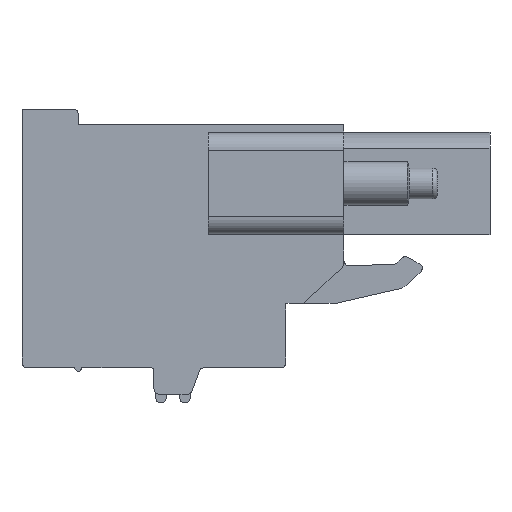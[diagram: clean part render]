
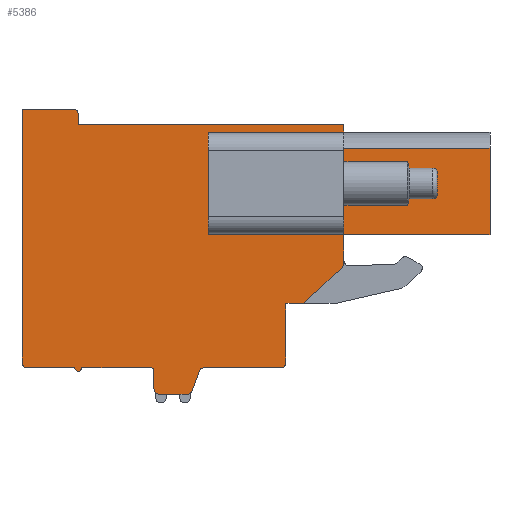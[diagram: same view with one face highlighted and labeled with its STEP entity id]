
A CAD part, left-side view. The second image highlights one B-rep face of the part: STEP entity #5386.
In plain terms, the highlighted planar face has unit normal (-1, 0, 0).
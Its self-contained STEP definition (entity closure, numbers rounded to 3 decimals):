
#1=DIRECTION('',(0.,0.,-1.));
#2=VECTOR('',#1,1.325);
#3=CARTESIAN_POINT('',(0.,-5.66,6.96));
#4=LINE('',#3,#2);
#5=DIRECTION('',(0.,1.,0.));
#6=VECTOR('',#5,8.3);
#7=CARTESIAN_POINT('',(0.,-13.96,5.635));
#8=LINE('',#7,#6);
#9=DIRECTION('',(0.,1.,0.));
#10=VECTOR('',#9,8.3);
#11=CARTESIAN_POINT('',(0.,-13.96,0.73));
#12=LINE('',#11,#10);
#13=DIRECTION('',(0.,0.,-1.));
#14=VECTOR('',#13,1.64);
#15=CARTESIAN_POINT('',(0.,-5.66,0.73));
#16=LINE('',#15,#14);
#17=CARTESIAN_POINT('',(0.,-5.36,-0.91));
#18=DIRECTION('',(1.,0.,0.));
#19=DIRECTION('',(0.,-1.,0.));
#20=AXIS2_PLACEMENT_3D('',#17,#18,#19);
#22=DIRECTION('',(0.,0.731,-0.683));
#23=VECTOR('',#22,3.018);
#24=CARTESIAN_POINT('',(0.,-5.565,-1.129));
#25=LINE('',#24,#23);
#26=DIRECTION('',(0.,1.,0.));
#27=VECTOR('',#26,1.);
#28=CARTESIAN_POINT('',(0.,-3.36,-3.19));
#29=LINE('',#28,#27);
#30=DIRECTION('',(0.,0.,-1.));
#31=VECTOR('',#30,0.5);
#32=CARTESIAN_POINT('',(0.,-2.36,-3.19));
#33=LINE('',#32,#31);
#34=DIRECTION('',(0.,0.,-1.));
#35=VECTOR('',#34,2.35);
#36=CARTESIAN_POINT('',(0.,-2.36,-3.69));
#37=LINE('',#36,#35);
#38=DIRECTION('',(0.,0.,-1.));
#39=VECTOR('',#38,0.5);
#40=CARTESIAN_POINT('',(0.,-2.36,-6.04));
#41=LINE('',#40,#39);
#42=CARTESIAN_POINT('',(0.,-2.06,-6.54));
#43=DIRECTION('',(1.,0.,0.));
#44=DIRECTION('',(0.,-1.,0.));
#45=AXIS2_PLACEMENT_3D('',#42,#43,#44);
#47=DIRECTION('',(0.,1.,0.));
#48=VECTOR('',#47,4.34);
#49=CARTESIAN_POINT('',(0.,-2.06,-6.84));
#50=LINE('',#49,#48);
#51=CARTESIAN_POINT('',(0.,2.28,-7.14));
#52=DIRECTION('',(-1.,0.,0.));
#53=DIRECTION('',(0.,0.,1.));
#54=AXIS2_PLACEMENT_3D('',#51,#52,#53);
#56=DIRECTION('',(0.,0.345,-0.939));
#57=VECTOR('',#56,1.179);
#58=CARTESIAN_POINT('',(0.,2.562,-7.037));
#59=LINE('',#58,#57);
#60=CARTESIAN_POINT('',(0.,3.25,-8.04));
#61=DIRECTION('',(1.,0.,0.));
#62=DIRECTION('',(0.,-0.939,-0.345));
#63=AXIS2_PLACEMENT_3D('',#60,#61,#62);
#65=DIRECTION('',(0.,1.,0.));
#66=VECTOR('',#65,1.59);
#67=CARTESIAN_POINT('',(0.,3.25,-8.34));
#68=LINE('',#67,#66);
#69=CARTESIAN_POINT('',(0.,4.84,-8.04));
#70=DIRECTION('',(1.,0.,0.));
#71=DIRECTION('',(0.,0.,-1.));
#72=AXIS2_PLACEMENT_3D('',#69,#70,#71);
#74=DIRECTION('',(0.,0.,1.));
#75=VECTOR('',#74,1.);
#76=CARTESIAN_POINT('',(0.,5.14,-8.04));
#77=LINE('',#76,#75);
#78=CARTESIAN_POINT('',(0.,5.34,-7.04));
#79=DIRECTION('',(-1.,0.,0.));
#80=DIRECTION('',(0.,-1.,0.));
#81=AXIS2_PLACEMENT_3D('',#78,#79,#80);
#83=DIRECTION('',(0.,1.,0.));
#84=VECTOR('',#83,3.9);
#85=CARTESIAN_POINT('',(0.,5.34,-6.84));
#86=LINE('',#85,#84);
#87=CARTESIAN_POINT('',(0.,9.44,-6.84));
#88=DIRECTION('',(1.,0.,0.));
#89=DIRECTION('',(0.,-1.,0.));
#90=AXIS2_PLACEMENT_3D('',#87,#88,#89);
#92=DIRECTION('',(0.,1.,0.));
#93=VECTOR('',#92,2.7);
#94=CARTESIAN_POINT('',(0.,9.64,-6.84));
#95=LINE('',#94,#93);
#96=CARTESIAN_POINT('',(0.,12.34,-6.54));
#97=DIRECTION('',(1.,0.,0.));
#98=DIRECTION('',(0.,0.,-1.));
#99=AXIS2_PLACEMENT_3D('',#96,#97,#98);
#101=DIRECTION('',(0.,0.,1.));
#102=VECTOR('',#101,0.5);
#103=CARTESIAN_POINT('',(0.,12.64,-6.54));
#104=LINE('',#103,#102);
#105=DIRECTION('',(0.,0.,1.));
#106=VECTOR('',#105,13.9);
#107=CARTESIAN_POINT('',(0.,12.64,-6.04));
#108=LINE('',#107,#106);
#109=DIRECTION('',(0.,-1.,0.));
#110=VECTOR('',#109,2.9);
#111=CARTESIAN_POINT('',(0.,12.64,7.86));
#112=LINE('',#111,#110);
#113=CARTESIAN_POINT('',(0.,9.74,7.56));
#114=DIRECTION('',(1.,0.,0.));
#115=DIRECTION('',(0.,0.,1.));
#116=AXIS2_PLACEMENT_3D('',#113,#114,#115);
#118=DIRECTION('',(0.,0.,-1.));
#119=VECTOR('',#118,0.6);
#120=CARTESIAN_POINT('',(0.,9.44,7.56));
#121=LINE('',#120,#119);
#122=DIRECTION('',(0.,-1.,0.));
#123=VECTOR('',#122,15.1);
#124=CARTESIAN_POINT('',(0.,9.44,6.96));
#125=LINE('',#124,#123);
#126=DIRECTION('',(0.,-1.,0.));
#127=VECTOR('',#126,6.1);
#128=CARTESIAN_POINT('',(0.,2.04,0.73));
#129=LINE('',#128,#127);
#130=DIRECTION('',(0.,0.,1.));
#131=VECTOR('',#130,5.8);
#132=CARTESIAN_POINT('',(0.,-4.06,0.73));
#133=LINE('',#132,#131);
#134=DIRECTION('',(0.,1.,0.));
#135=VECTOR('',#134,6.1);
#136=CARTESIAN_POINT('',(0.,-4.06,6.53));
#137=LINE('',#136,#135);
#3248=DIRECTION('',(0.,0.,1.));
#3249=VECTOR('',#3248,4.905);
#3250=CARTESIAN_POINT('',(0.,-13.96,0.73));
#3251=LINE('',#3250,#3249);
#3792=DIRECTION('',(0.,0.,1.));
#3793=VECTOR('',#3792,5.8);
#3794=CARTESIAN_POINT('',(0.,2.04,0.73));
#3795=LINE('',#3794,#3793);
#4053=CARTESIAN_POINT('',(0.,12.34,-6.84));
#4054=CARTESIAN_POINT('',(0.,12.64,-6.54));
#4055=VERTEX_POINT('',#4053);
#4056=VERTEX_POINT('',#4054);
#4057=CARTESIAN_POINT('',(0.,12.64,-6.04));
#4058=VERTEX_POINT('',#4057);
#4059=CARTESIAN_POINT('',(0.,12.64,7.86));
#4060=VERTEX_POINT('',#4059);
#4061=CARTESIAN_POINT('',(0.,9.74,7.86));
#4062=VERTEX_POINT('',#4061);
#4063=CARTESIAN_POINT('',(0.,9.44,7.56));
#4064=VERTEX_POINT('',#4063);
#4065=CARTESIAN_POINT('',(0.,9.44,6.96));
#4066=VERTEX_POINT('',#4065);
#4067=CARTESIAN_POINT('',(0.,-5.66,6.96));
#4068=VERTEX_POINT('',#4067);
#4069=CARTESIAN_POINT('',(0.,-5.66,-0.91));
#4070=CARTESIAN_POINT('',(0.,-5.565,-1.129));
#4071=VERTEX_POINT('',#4069);
#4072=VERTEX_POINT('',#4070);
#4073=CARTESIAN_POINT('',(0.,-3.36,-3.19));
#4074=VERTEX_POINT('',#4073);
#4075=CARTESIAN_POINT('',(0.,-2.36,-3.19));
#4076=VERTEX_POINT('',#4075);
#4077=CARTESIAN_POINT('',(0.,-2.36,-3.69));
#4078=VERTEX_POINT('',#4077);
#4079=CARTESIAN_POINT('',(0.,-2.36,-6.04));
#4080=VERTEX_POINT('',#4079);
#4081=CARTESIAN_POINT('',(0.,-2.36,-6.54));
#4082=VERTEX_POINT('',#4081);
#4083=CARTESIAN_POINT('',(0.,-2.06,-6.84));
#4084=VERTEX_POINT('',#4083);
#4085=CARTESIAN_POINT('',(0.,2.28,-6.84));
#4086=VERTEX_POINT('',#4085);
#4087=CARTESIAN_POINT('',(0.,2.562,-7.037));
#4088=VERTEX_POINT('',#4087);
#4089=CARTESIAN_POINT('',(0.,2.968,-8.143));
#4090=VERTEX_POINT('',#4089);
#4091=CARTESIAN_POINT('',(0.,3.25,-8.34));
#4092=VERTEX_POINT('',#4091);
#4093=CARTESIAN_POINT('',(0.,4.84,-8.34));
#4094=VERTEX_POINT('',#4093);
#4095=CARTESIAN_POINT('',(0.,5.14,-8.04));
#4096=VERTEX_POINT('',#4095);
#4097=CARTESIAN_POINT('',(0.,5.14,-7.04));
#4098=VERTEX_POINT('',#4097);
#4099=CARTESIAN_POINT('',(0.,5.34,-6.84));
#4100=VERTEX_POINT('',#4099);
#4101=CARTESIAN_POINT('',(0.,9.24,-6.84));
#4102=VERTEX_POINT('',#4101);
#4103=CARTESIAN_POINT('',(0.,9.64,-6.84));
#4104=VERTEX_POINT('',#4103);
#4181=CARTESIAN_POINT('',(0.,-13.96,0.73));
#4182=VERTEX_POINT('',#4181);
#4183=CARTESIAN_POINT('',(0.,-5.66,0.73));
#4184=VERTEX_POINT('',#4183);
#4317=CARTESIAN_POINT('',(0.,-13.96,5.635));
#4319=VERTEX_POINT('',#4317);
#5145=CARTESIAN_POINT('',(0.,2.04,0.73));
#5146=CARTESIAN_POINT('',(0.,2.04,6.53));
#5147=VERTEX_POINT('',#5145);
#5148=VERTEX_POINT('',#5146);
#5153=CARTESIAN_POINT('',(0.,-4.06,0.73));
#5155=VERTEX_POINT('',#5153);
#5157=CARTESIAN_POINT('',(0.,-4.06,6.53));
#5159=VERTEX_POINT('',#5157);
#5161=CARTESIAN_POINT('',(0.,-5.66,5.635));
#5162=VERTEX_POINT('',#5161);
#5309=CARTESIAN_POINT('',(0.,0.,0.));
#5310=DIRECTION('',(1.,0.,0.));
#5311=DIRECTION('',(0.,-1.,0.));
#5312=AXIS2_PLACEMENT_3D('',#5309,#5310,#5311);
#5313=PLANE('',#5312);
#5315=ORIENTED_EDGE('',*,*,#5314,.T.);
#5317=ORIENTED_EDGE('',*,*,#5316,.F.);
#5319=ORIENTED_EDGE('',*,*,#5318,.F.);
#5321=ORIENTED_EDGE('',*,*,#5320,.T.);
#5323=ORIENTED_EDGE('',*,*,#5322,.T.);
#5325=ORIENTED_EDGE('',*,*,#5324,.T.);
#5327=ORIENTED_EDGE('',*,*,#5326,.T.);
#5329=ORIENTED_EDGE('',*,*,#5328,.T.);
#5331=ORIENTED_EDGE('',*,*,#5330,.T.);
#5333=ORIENTED_EDGE('',*,*,#5332,.T.);
#5335=ORIENTED_EDGE('',*,*,#5334,.T.);
#5337=ORIENTED_EDGE('',*,*,#5336,.T.);
#5339=ORIENTED_EDGE('',*,*,#5338,.T.);
#5341=ORIENTED_EDGE('',*,*,#5340,.T.);
#5343=ORIENTED_EDGE('',*,*,#5342,.T.);
#5345=ORIENTED_EDGE('',*,*,#5344,.T.);
#5347=ORIENTED_EDGE('',*,*,#5346,.T.);
#5349=ORIENTED_EDGE('',*,*,#5348,.T.);
#5351=ORIENTED_EDGE('',*,*,#5350,.T.);
#5353=ORIENTED_EDGE('',*,*,#5352,.T.);
#5355=ORIENTED_EDGE('',*,*,#5354,.T.);
#5357=ORIENTED_EDGE('',*,*,#5356,.T.);
#5359=ORIENTED_EDGE('',*,*,#5358,.T.);
#5361=ORIENTED_EDGE('',*,*,#5360,.T.);
#5363=ORIENTED_EDGE('',*,*,#5362,.T.);
#5365=ORIENTED_EDGE('',*,*,#5364,.T.);
#5367=ORIENTED_EDGE('',*,*,#5366,.T.);
#5369=ORIENTED_EDGE('',*,*,#5368,.T.);
#5371=ORIENTED_EDGE('',*,*,#5370,.T.);
#5373=ORIENTED_EDGE('',*,*,#5372,.T.);
#5374=EDGE_LOOP('',(#5315,#5317,#5319,#5321,#5323,#5325,#5327,#5329,#5331,#5333,
#5335,#5337,#5339,#5341,#5343,#5345,#5347,#5349,#5351,#5353,#5355,#5357,#5359,
#5361,#5363,#5365,#5367,#5369,#5371,#5373));
#5375=FACE_OUTER_BOUND('',#5374,.F.);
#5377=ORIENTED_EDGE('',*,*,#5376,.T.);
#5379=ORIENTED_EDGE('',*,*,#5378,.T.);
#5381=ORIENTED_EDGE('',*,*,#5380,.T.);
#5383=ORIENTED_EDGE('',*,*,#5382,.F.);
#5384=EDGE_LOOP('',(#5377,#5379,#5381,#5383));
#5385=FACE_BOUND('',#5384,.F.);
#5386=ADVANCED_FACE('',(#5375,#5385),#5313,.F.);
#21=CIRCLE('',#20,0.3);
#46=CIRCLE('',#45,0.3);
#55=CIRCLE('',#54,0.3);
#64=CIRCLE('',#63,0.3);
#73=CIRCLE('',#72,0.3);
#82=CIRCLE('',#81,0.2);
#91=CIRCLE('',#90,0.2);
#100=CIRCLE('',#99,0.3);
#117=CIRCLE('',#116,0.3);
#5314=EDGE_CURVE('',#4068,#5162,#4,.T.);
#5316=EDGE_CURVE('',#4319,#5162,#8,.T.);
#5318=EDGE_CURVE('',#4182,#4319,#3251,.T.);
#5320=EDGE_CURVE('',#4182,#4184,#12,.T.);
#5322=EDGE_CURVE('',#4184,#4071,#16,.T.);
#5324=EDGE_CURVE('',#4071,#4072,#21,.T.);
#5326=EDGE_CURVE('',#4072,#4074,#25,.T.);
#5328=EDGE_CURVE('',#4074,#4076,#29,.T.);
#5330=EDGE_CURVE('',#4076,#4078,#33,.T.);
#5332=EDGE_CURVE('',#4078,#4080,#37,.T.);
#5334=EDGE_CURVE('',#4080,#4082,#41,.T.);
#5336=EDGE_CURVE('',#4082,#4084,#46,.T.);
#5338=EDGE_CURVE('',#4084,#4086,#50,.T.);
#5340=EDGE_CURVE('',#4086,#4088,#55,.T.);
#5342=EDGE_CURVE('',#4088,#4090,#59,.T.);
#5344=EDGE_CURVE('',#4090,#4092,#64,.T.);
#5346=EDGE_CURVE('',#4092,#4094,#68,.T.);
#5348=EDGE_CURVE('',#4094,#4096,#73,.T.);
#5350=EDGE_CURVE('',#4096,#4098,#77,.T.);
#5352=EDGE_CURVE('',#4098,#4100,#82,.T.);
#5354=EDGE_CURVE('',#4100,#4102,#86,.T.);
#5356=EDGE_CURVE('',#4102,#4104,#91,.T.);
#5358=EDGE_CURVE('',#4104,#4055,#95,.T.);
#5360=EDGE_CURVE('',#4055,#4056,#100,.T.);
#5362=EDGE_CURVE('',#4056,#4058,#104,.T.);
#5364=EDGE_CURVE('',#4058,#4060,#108,.T.);
#5366=EDGE_CURVE('',#4060,#4062,#112,.T.);
#5368=EDGE_CURVE('',#4062,#4064,#117,.T.);
#5370=EDGE_CURVE('',#4064,#4066,#121,.T.);
#5372=EDGE_CURVE('',#4066,#4068,#125,.T.);
#5376=EDGE_CURVE('',#5147,#5155,#129,.T.);
#5378=EDGE_CURVE('',#5155,#5159,#133,.T.);
#5380=EDGE_CURVE('',#5159,#5148,#137,.T.);
#5382=EDGE_CURVE('',#5147,#5148,#3795,.T.);
